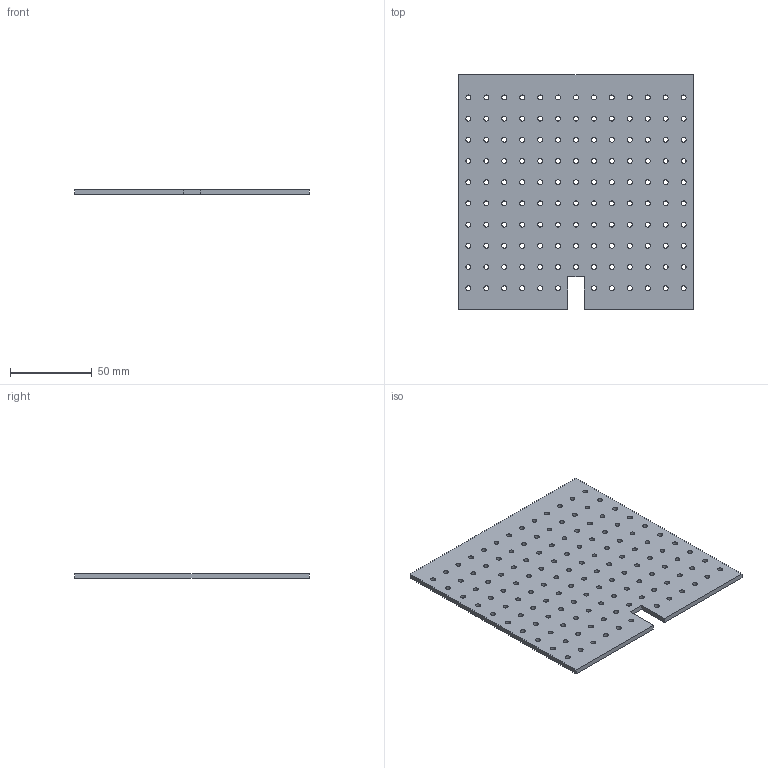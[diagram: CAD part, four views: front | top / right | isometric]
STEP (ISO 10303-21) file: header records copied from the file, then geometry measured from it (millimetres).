
FILE_DESCRIPTION(('FreeCAD Model'),'2;1');
FILE_NAME('Open CASCADE Shape Model','2025-07-31T14:18:09',('Author'),( ''),'Open CASCADE STEP processor 7.8','FreeCAD','Unknown');
FILE_SCHEMA(('AUTOMOTIVE_DESIGN { 1 0 10303 214 1 1 1 1 }'));
Length unit declared in the file: millimetre
Products named in the file (1): MultiTransform
Bounding box: 144 x 144 x 3 mm (x, y, z)
Volume: 58872.5 mm3; surface area: 44743.7 mm2
Topology: 1 solids, 1 shells, 139 faces, 411 edges, 274 vertices
Faces by surface type: cylinder 129, plane 10
Full cylindrical faces by diameter (mm): 3 x129
Entity records: 5341 total; most frequent: DIRECTION 949, CARTESIAN_POINT 825, ORIENTED_EDGE 822, EDGE_CURVE 411, AXIS2_PLACEMENT_3D 398, FACE_BOUND 397, EDGE_LOOP 397, VERTEX_POINT 274
